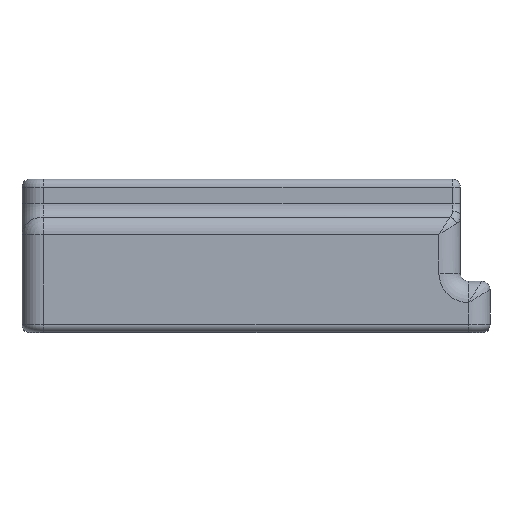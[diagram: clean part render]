
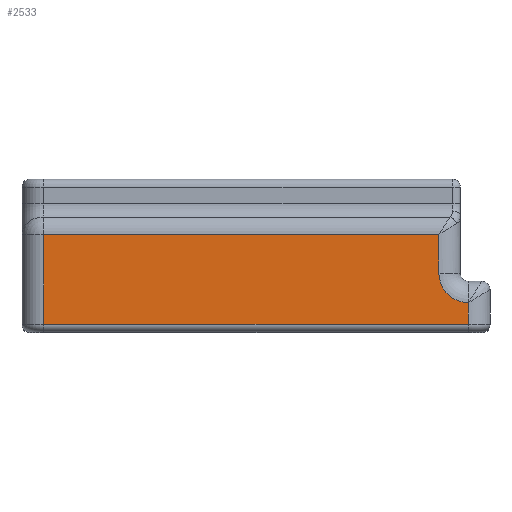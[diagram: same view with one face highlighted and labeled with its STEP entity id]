
A CAD part, top view. The second image highlights one B-rep face of the part: STEP entity #2533.
In plain terms, the highlighted planar face has unit normal (0, 0, 1).
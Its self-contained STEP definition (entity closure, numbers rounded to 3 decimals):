
#29 = ORIENTED_EDGE ( 'NONE', *, *, #1194, .T. ) ;
#425 = EDGE_CURVE ( 'NONE', #4466, #4463, #429, .T. ) ;
#426 = LINE ( 'NONE', #3041, #3412 ) ;
#429 = LINE ( 'NONE', #1555, #2850 ) ;
#465 = CARTESIAN_POINT ( 'NONE',  ( 37., 9.5, 41. ) ) ;
#843 = VERTEX_POINT ( 'NONE', #3471 ) ;
#856 = CARTESIAN_POINT ( 'NONE',  ( -42., 18.155, 41. ) ) ;
#974 = CARTESIAN_POINT ( 'NONE',  ( 37., 11., 41. ) ) ;
#1021 = DIRECTION ( 'NONE',  ( 0., 0., -1. ) ) ;
#1191 = CARTESIAN_POINT ( 'NONE',  ( 31.5, 11., 41. ) ) ;
#1194 = EDGE_CURVE ( 'NONE', #1943, #3474, #3440, .T. ) ;
#1203 = DIRECTION ( 'NONE',  ( 0., 0., -1. ) ) ;
#1247 = CARTESIAN_POINT ( 'NONE',  ( -42., 1.5, 41. ) ) ;
#1343 = CIRCLE ( 'NONE', #2294, 5.5 ) ;
#1389 = VECTOR ( 'NONE', #3765, 1000. ) ;
#1481 = CARTESIAN_POINT ( 'NONE',  ( -42., 9.5, 41. ) ) ;
#1555 = CARTESIAN_POINT ( 'NONE',  ( 31.5, 9.5, 41. ) ) ;
#1590 = CARTESIAN_POINT ( 'NONE',  ( 31.5, 18.155, 41. ) ) ;
#1746 = EDGE_CURVE ( 'NONE', #3563, #1943, #4038, .T. ) ;
#1852 = DIRECTION ( 'NONE',  ( 0., -1., 0. ) ) ;
#1882 = DIRECTION ( 'NONE',  ( 0., 1., 0. ) ) ;
#1909 = EDGE_CURVE ( 'NONE', #4463, #3563, #426, .T. ) ;
#1943 = VERTEX_POINT ( 'NONE', #1247 ) ;
#2032 = ORIENTED_EDGE ( 'NONE', *, *, #425, .T. ) ;
#2188 = DIRECTION ( 'NONE',  ( -1., 0., 0. ) ) ;
#2294 = AXIS2_PLACEMENT_3D ( 'NONE', #974, #1021, #2188 ) ;
#2465 = EDGE_LOOP ( 'NONE', ( #3696, #3250, #29, #2769, #2644, #2032 ) ) ;
#2533 = ADVANCED_FACE ( 'NONE', ( #3119 ), #2754, .F. ) ;
#2644 = ORIENTED_EDGE ( 'NONE', *, *, #4161, .T. ) ;
#2661 = CARTESIAN_POINT ( 'NONE',  ( 0., 9.5, 41. ) ) ;
#2754 = PLANE ( 'NONE',  #2947 ) ;
#2769 = ORIENTED_EDGE ( 'NONE', *, *, #2994, .T. ) ;
#2850 = VECTOR ( 'NONE', #1882, 1000. ) ;
#2947 = AXIS2_PLACEMENT_3D ( 'NONE', #2661, #1203, #4572 ) ;
#2994 = EDGE_CURVE ( 'NONE', #3474, #843, #4535, .T. ) ;
#3011 = VECTOR ( 'NONE', #3762, 1000. ) ;
#3041 = CARTESIAN_POINT ( 'NONE',  ( 0., 18.155, 41. ) ) ;
#3119 = FACE_OUTER_BOUND ( 'NONE', #2465, .T. ) ;
#3250 = ORIENTED_EDGE ( 'NONE', *, *, #1746, .T. ) ;
#3251 = VECTOR ( 'NONE', #1852, 1000. ) ;
#3368 = DIRECTION ( 'NONE',  ( -1., 0., 0. ) ) ;
#3412 = VECTOR ( 'NONE', #3368, 1000. ) ;
#3440 = LINE ( 'NONE', #4246, #3011 ) ;
#3471 = CARTESIAN_POINT ( 'NONE',  ( 37., 5.5, 41. ) ) ;
#3474 = VERTEX_POINT ( 'NONE', #3701 ) ;
#3563 = VERTEX_POINT ( 'NONE', #856 ) ;
#3696 = ORIENTED_EDGE ( 'NONE', *, *, #1909, .T. ) ;
#3701 = CARTESIAN_POINT ( 'NONE',  ( 37., 1.5, 41. ) ) ;
#3762 = DIRECTION ( 'NONE',  ( 1., 0., 0. ) ) ;
#3765 = DIRECTION ( 'NONE',  ( 0., 1., 0. ) ) ;
#4038 = LINE ( 'NONE', #1481, #3251 ) ;
#4161 = EDGE_CURVE ( 'NONE', #843, #4466, #1343, .T. ) ;
#4246 = CARTESIAN_POINT ( 'NONE',  ( 0., 1.5, 41. ) ) ;
#4463 = VERTEX_POINT ( 'NONE', #1590 ) ;
#4466 = VERTEX_POINT ( 'NONE', #1191 ) ;
#4535 = LINE ( 'NONE', #465, #1389 ) ;
#4572 = DIRECTION ( 'NONE',  ( -1., 0., 0. ) ) ;
